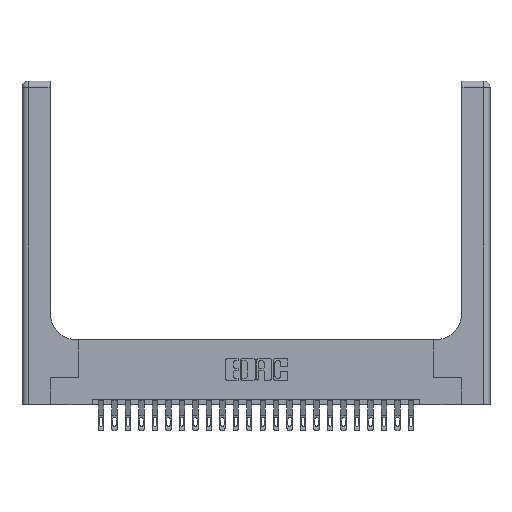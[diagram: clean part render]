
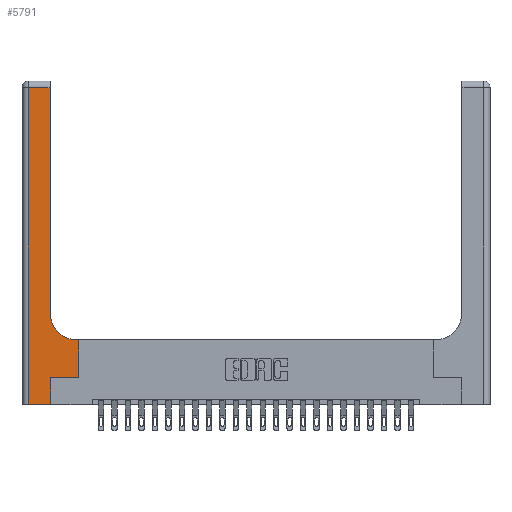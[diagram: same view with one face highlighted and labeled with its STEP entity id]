
A CAD part, top view. The second image highlights one B-rep face of the part: STEP entity #5791.
In plain terms, the highlighted planar face has unit normal (0, 0, 1).
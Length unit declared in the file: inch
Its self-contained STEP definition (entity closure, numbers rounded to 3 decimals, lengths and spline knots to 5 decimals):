
#542 = EDGE_CURVE ( 'NONE', #14922, #15259, #2477, .T. ) ;
#600 = VECTOR ( 'NONE', #2732, 39.37008 ) ;
#957 = DIRECTION ( 'NONE',  ( -1., 0., 0. ) ) ;
#1377 = DIRECTION ( 'NONE',  ( 0., 1., 0. ) ) ;
#1804 = AXIS2_PLACEMENT_3D ( 'NONE', #15133, #9680, #957 ) ;
#2379 = PLANE ( 'NONE',  #1804 ) ;
#2434 = VECTOR ( 'NONE', #7629, 39.37008 ) ;
#2477 = LINE ( 'NONE', #7417, #18769 ) ;
#2550 = VECTOR ( 'NONE', #10454, 39.37008 ) ;
#2657 = ORIENTED_EDGE ( 'NONE', *, *, #6642, .T. ) ;
#2732 = DIRECTION ( 'NONE',  ( 1., 0., 0. ) ) ;
#3016 = CARTESIAN_POINT ( 'NONE',  ( 0.265, 0., 0.37 ) ) ;
#3690 = LINE ( 'NONE', #18409, #7967 ) ;
#3702 = VERTEX_POINT ( 'NONE', #13252 ) ;
#3712 = CIRCLE ( 'NONE', #14788, 0.25 ) ;
#3791 = ORIENTED_EDGE ( 'NONE', *, *, #5570, .T. ) ;
#3827 = ORIENTED_EDGE ( 'NONE', *, *, #12712, .T. ) ;
#3957 = CARTESIAN_POINT ( 'NONE',  ( 0.51, 0.85, 0.37 ) ) ;
#4553 = VERTEX_POINT ( 'NONE', #9493 ) ;
#4759 = DIRECTION ( 'NONE',  ( 1., 0., 0. ) ) ;
#4799 = CARTESIAN_POINT ( 'NONE',  ( 0.26, 0.6, 0.37 ) ) ;
#5570 = EDGE_CURVE ( 'NONE', #3702, #4553, #3712, .T. ) ;
#5791 = ADVANCED_FACE ( 'NONE', ( #13706 ), #2379, .F. ) ;
#6224 = EDGE_CURVE ( 'NONE', #4553, #8747, #3690, .T. ) ;
#6274 = ORIENTED_EDGE ( 'NONE', *, *, #19438, .T. ) ;
#6642 = EDGE_CURVE ( 'NONE', #21835, #3702, #14238, .T. ) ;
#7067 = CARTESIAN_POINT ( 'NONE',  ( 0.528, 0.6, 0.37 ) ) ;
#7075 = LINE ( 'NONE', #10344, #8808 ) ;
#7115 = LINE ( 'NONE', #22881, #600 ) ;
#7417 = CARTESIAN_POINT ( 'NONE',  ( 0.06, 3., 0.37 ) ) ;
#7629 = DIRECTION ( 'NONE',  ( -1., 0., 0. ) ) ;
#7967 = VECTOR ( 'NONE', #18726, 39.37008 ) ;
#8346 = ORIENTED_EDGE ( 'NONE', *, *, #10933, .T. ) ;
#8444 = LINE ( 'NONE', #17314, #11879 ) ;
#8661 = DIRECTION ( 'NONE',  ( 0., 1., 0. ) ) ;
#8747 = VERTEX_POINT ( 'NONE', #14507 ) ;
#8808 = VECTOR ( 'NONE', #1377, 39.37008 ) ;
#9493 = CARTESIAN_POINT ( 'NONE',  ( 0.26, 0.85, 0.37 ) ) ;
#9680 = DIRECTION ( 'NONE',  ( 0., 0., -1. ) ) ;
#10344 = CARTESIAN_POINT ( 'NONE',  ( 0.265, 0., 0.37 ) ) ;
#10454 = DIRECTION ( 'NONE',  ( -1., 0., 0. ) ) ;
#10760 = EDGE_LOOP ( 'NONE', ( #18047, #20862, #15266, #12504, #3827, #6274, #8346, #2657, #3791 ) ) ;
#10933 = EDGE_CURVE ( 'NONE', #21901, #21835, #20276, .T. ) ;
#11289 = DIRECTION ( 'NONE',  ( 0., 0., -1. ) ) ;
#11709 = VECTOR ( 'NONE', #8661, 39.37008 ) ;
#11879 = VECTOR ( 'NONE', #4759, 39.37008 ) ;
#12504 = ORIENTED_EDGE ( 'NONE', *, *, #16939, .T. ) ;
#12712 = EDGE_CURVE ( 'NONE', #17564, #14871, #7075, .T. ) ;
#12891 = DIRECTION ( 'NONE',  ( 1., 0., 0. ) ) ;
#13252 = CARTESIAN_POINT ( 'NONE',  ( 0.51, 0.6, 0.37 ) ) ;
#13706 = FACE_OUTER_BOUND ( 'NONE', #10760, .T. ) ;
#14238 = LINE ( 'NONE', #4799, #2550 ) ;
#14507 = CARTESIAN_POINT ( 'NONE',  ( 0.26, 2.94, 0.37 ) ) ;
#14788 = AXIS2_PLACEMENT_3D ( 'NONE', #3957, #11289, #12891 ) ;
#14838 = CARTESIAN_POINT ( 'NONE',  ( 0.06, 2.94, 0.37 ) ) ;
#14871 = VERTEX_POINT ( 'NONE', #23054 ) ;
#14922 = VERTEX_POINT ( 'NONE', #14838 ) ;
#15080 = EDGE_CURVE ( 'NONE', #8747, #14922, #18430, .T. ) ;
#15133 = CARTESIAN_POINT ( 'NONE',  ( 0., 3., 0.37 ) ) ;
#15259 = VERTEX_POINT ( 'NONE', #15394 ) ;
#15266 = ORIENTED_EDGE ( 'NONE', *, *, #542, .T. ) ;
#15394 = CARTESIAN_POINT ( 'NONE',  ( 0.06, 0., 0.37 ) ) ;
#16685 = CARTESIAN_POINT ( 'NONE',  ( 0.528, 0.25, 0.37 ) ) ;
#16939 = EDGE_CURVE ( 'NONE', #15259, #17564, #7115, .T. ) ;
#17314 = CARTESIAN_POINT ( 'NONE',  ( 0.265, 0.25, 0.37 ) ) ;
#17418 = CARTESIAN_POINT ( 'NONE',  ( 0.528, 0.25, 0.37 ) ) ;
#17564 = VERTEX_POINT ( 'NONE', #3016 ) ;
#18047 = ORIENTED_EDGE ( 'NONE', *, *, #6224, .T. ) ;
#18409 = CARTESIAN_POINT ( 'NONE',  ( 0.26, 3., 0.37 ) ) ;
#18430 = LINE ( 'NONE', #22384, #2434 ) ;
#18726 = DIRECTION ( 'NONE',  ( 0., 1., 0. ) ) ;
#18769 = VECTOR ( 'NONE', #20514, 39.37008 ) ;
#19438 = EDGE_CURVE ( 'NONE', #14871, #21901, #8444, .T. ) ;
#20276 = LINE ( 'NONE', #17418, #11709 ) ;
#20514 = DIRECTION ( 'NONE',  ( 0., -1., 0. ) ) ;
#20862 = ORIENTED_EDGE ( 'NONE', *, *, #15080, .T. ) ;
#21835 = VERTEX_POINT ( 'NONE', #7067 ) ;
#21901 = VERTEX_POINT ( 'NONE', #16685 ) ;
#22384 = CARTESIAN_POINT ( 'NONE',  ( 0., 2.94, 0.37 ) ) ;
#22881 = CARTESIAN_POINT ( 'NONE',  ( 0., 0., 0.37 ) ) ;
#23054 = CARTESIAN_POINT ( 'NONE',  ( 0.265, 0.25, 0.37 ) ) ;
